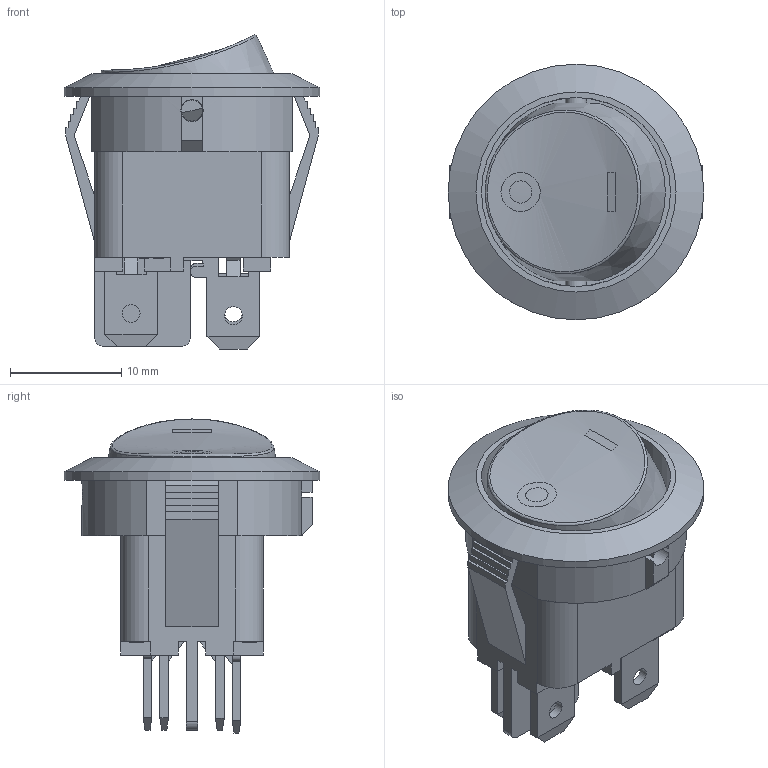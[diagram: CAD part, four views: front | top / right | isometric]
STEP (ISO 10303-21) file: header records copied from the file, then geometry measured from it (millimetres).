
FILE_DESCRIPTION(/* description */ (''),/* implementation_level */ '2;1');
FILE_NAME(/* name */ 'RR8123102R-134.stp',/* time_stamp */ '2025-09-10T14:11:52-05:00',/* author */ ('mwilliams'),/* organization */ (''),/* preprocessor_version */ 'ST-DEVELOPER v18.1',/* originating_system */ 'Autodesk Inventor 2022',/* authorisation */ '');
FILE_SCHEMA (('AUTOMOTIVE_DESIGN { 1 0 10303 214 3 1 1 }'));
Length unit declared in the file: inch
Products named in the file (1): 100089105_Simplify_1
Bounding box: 23 x 23 x 28.25 mm (x, y, z)
Volume: 3274.3 mm3; surface area: 4072 mm2
Topology: 2 solids, 2 shells, 1222 faces, 3355 edges, 2225 vertices
Faces by surface type: plane 879, bspline 299, cylinder 41, cone 2, sphere 1
Full cylindrical faces by diameter (mm): 1.6 x4, 1.9 x2, 2 x3, 2.1 x1, 2.3 x1, 3 x1, 3.5 x1, 4.6 x1, 17 x1, 23 x1
Entity records: 42339 total; most frequent: CARTESIAN_POINT 11932, ORIENTED_EDGE 6708, DIRECTION 4674, EDGE_CURVE 3354, LINE 2658, VECTOR 2658, VERTEX_POINT 2225, EDGE_LOOP 1339
